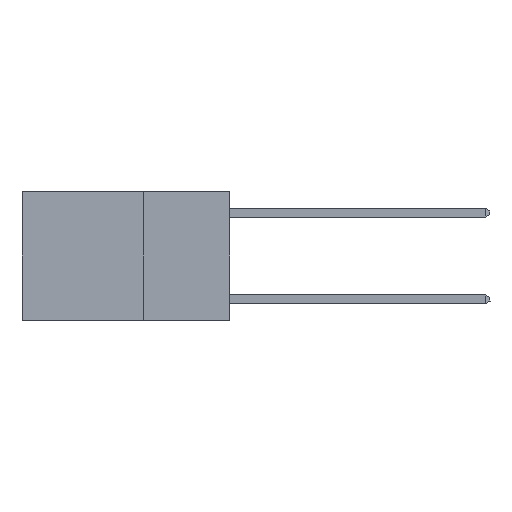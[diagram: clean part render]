
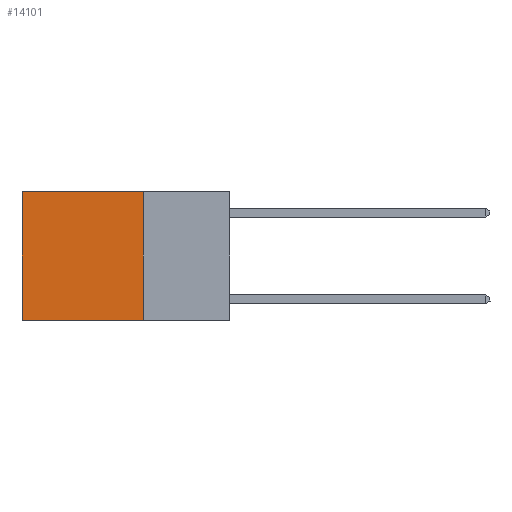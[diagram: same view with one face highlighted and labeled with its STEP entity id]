
A CAD part, left-side view. The second image highlights one B-rep face of the part: STEP entity #14101.
In plain terms, the highlighted planar face has unit normal (-1, 0, 0).
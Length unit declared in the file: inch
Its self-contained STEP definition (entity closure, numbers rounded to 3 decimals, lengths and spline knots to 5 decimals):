
#2364 = CARTESIAN_POINT ( 'NONE',  ( 0.2625, 0.25, 0. ) ) ;
#2547 = VECTOR ( 'NONE', #8512, 39.37008 ) ;
#4087 = EDGE_LOOP ( 'NONE', ( #24889, #14044, #13905, #19059 ) ) ;
#4319 = CARTESIAN_POINT ( 'NONE',  ( 0.2625, 0.25, 0. ) ) ;
#4985 = EDGE_CURVE ( 'NONE', #18321, #25558, #24898, .T. ) ;
#5095 = VERTEX_POINT ( 'NONE', #2364 ) ;
#5174 = DIRECTION ( 'NONE',  ( 0., 1., 0. ) ) ;
#5569 = EDGE_CURVE ( 'NONE', #24660, #25558, #22583, .T. ) ;
#6459 = PLANE ( 'NONE',  #18007 ) ;
#7306 = CARTESIAN_POINT ( 'NONE',  ( 0.2625, 0.25, 0. ) ) ;
#7981 = CARTESIAN_POINT ( 'NONE',  ( 0.2625, 0.6, 0. ) ) ;
#8512 = DIRECTION ( 'NONE',  ( 0., 1., 0. ) ) ;
#8815 = EDGE_CURVE ( 'NONE', #5095, #18321, #24497, .T. ) ;
#9297 = EDGE_CURVE ( 'NONE', #5095, #24660, #21295, .T. ) ;
#10731 = DIRECTION ( 'NONE',  ( 0., 0., -1. ) ) ;
#10846 = DIRECTION ( 'NONE',  ( 0., 0., -1. ) ) ;
#12690 = VECTOR ( 'NONE', #5174, 39.37008 ) ;
#13857 = CARTESIAN_POINT ( 'NONE',  ( 0.2625, 0.25, 0. ) ) ;
#13905 = ORIENTED_EDGE ( 'NONE', *, *, #8815, .F. ) ;
#14044 = ORIENTED_EDGE ( 'NONE', *, *, #4985, .F. ) ;
#14101 = ADVANCED_FACE ( 'NONE', ( #16848 ), #6459, .F. ) ;
#16848 = FACE_OUTER_BOUND ( 'NONE', #4087, .T. ) ;
#17155 = CARTESIAN_POINT ( 'NONE',  ( 0.2625, 0.25, -0.37 ) ) ;
#18007 = AXIS2_PLACEMENT_3D ( 'NONE', #4319, #24587, #10846 ) ;
#18321 = VERTEX_POINT ( 'NONE', #25712 ) ;
#18597 = CARTESIAN_POINT ( 'NONE',  ( 0.2625, 0.6, 0. ) ) ;
#19059 = ORIENTED_EDGE ( 'NONE', *, *, #9297, .T. ) ;
#19074 = VECTOR ( 'NONE', #20236, 39.37008 ) ;
#20236 = DIRECTION ( 'NONE',  ( 0., 0., -1. ) ) ;
#21295 = LINE ( 'NONE', #7306, #12690 ) ;
#22037 = CARTESIAN_POINT ( 'NONE',  ( 0.2625, 0.6, -0.37 ) ) ;
#22583 = LINE ( 'NONE', #18597, #23007 ) ;
#23007 = VECTOR ( 'NONE', #10731, 39.37008 ) ;
#24497 = LINE ( 'NONE', #13857, #19074 ) ;
#24587 = DIRECTION ( 'NONE',  ( 1., 0., 0. ) ) ;
#24660 = VERTEX_POINT ( 'NONE', #7981 ) ;
#24889 = ORIENTED_EDGE ( 'NONE', *, *, #5569, .T. ) ;
#24898 = LINE ( 'NONE', #17155, #2547 ) ;
#25558 = VERTEX_POINT ( 'NONE', #22037 ) ;
#25712 = CARTESIAN_POINT ( 'NONE',  ( 0.2625, 0.25, -0.37 ) ) ;
